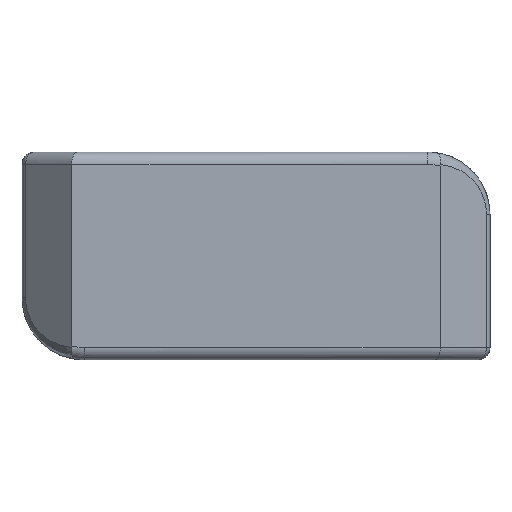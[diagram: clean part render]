
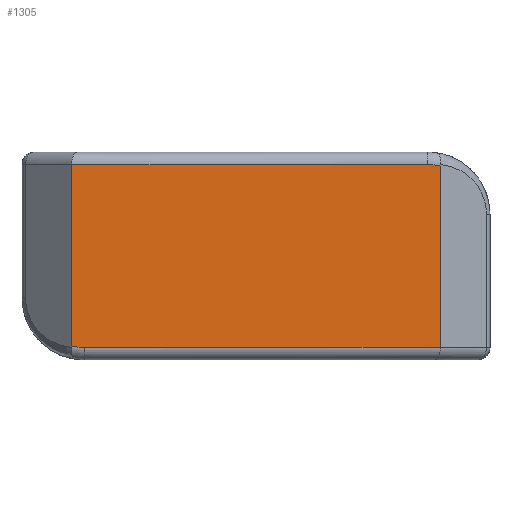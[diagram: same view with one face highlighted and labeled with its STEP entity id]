
A CAD part, front view. The second image highlights one B-rep face of the part: STEP entity #1305.
In plain terms, the highlighted planar face has unit normal (0, -1, 0).
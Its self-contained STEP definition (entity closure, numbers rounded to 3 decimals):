
#13 = CARTESIAN_POINT ( 'NONE',  ( -7.4, 0., 3.675 ) ) ;
#18 = LINE ( 'NONE', #1471, #563 ) ;
#101 = DIRECTION ( 'NONE',  ( 0., -1., 0. ) ) ;
#275 = CARTESIAN_POINT ( 'NONE',  ( -7.4, 0., 3.675 ) ) ;
#310 = LINE ( 'NONE', #2967, #2955 ) ;
#359 = AXIS2_PLACEMENT_3D ( 'NONE', #2252, #1263, #2012 ) ;
#411 = CIRCLE ( 'NONE', #359, 2. ) ;
#442 = AXIS2_PLACEMENT_3D ( 'NONE', #2813, #101, #1079 ) ;
#463 = EDGE_CURVE ( 'NONE', #2304, #2137, #501, .T. ) ;
#501 = LINE ( 'NONE', #2886, #840 ) ;
#533 = CARTESIAN_POINT ( 'NONE',  ( 6.9, 0., 3.675 ) ) ;
#543 = CIRCLE ( 'NONE', #3159, 2. ) ;
#563 = VECTOR ( 'NONE', #3158, 1000. ) ;
#622 = ORIENTED_EDGE ( 'NONE', *, *, #463, .T. ) ;
#630 = EDGE_CURVE ( 'NONE', #1486, #1947, #310, .T. ) ;
#817 = DIRECTION ( 'NONE',  ( 0., 0., -1. ) ) ;
#840 = VECTOR ( 'NONE', #2471, 1000. ) ;
#867 = ORIENTED_EDGE ( 'NONE', *, *, #1038, .T. ) ;
#869 = CARTESIAN_POINT ( 'NONE',  ( -6.9, 0., -3.675 ) ) ;
#875 = DIRECTION ( 'NONE',  ( 0., 0., -1. ) ) ;
#876 = CARTESIAN_POINT ( 'NONE',  ( -7.4, 0., -3.611 ) ) ;
#965 = VECTOR ( 'NONE', #1252, 1000. ) ;
#1038 = EDGE_CURVE ( 'NONE', #2954, #2701, #543, .T. ) ;
#1079 = DIRECTION ( 'NONE',  ( 0., 0., -1. ) ) ;
#1252 = DIRECTION ( 'NONE',  ( -1., 0., 0. ) ) ;
#1263 = DIRECTION ( 'NONE',  ( 0., -1., 0. ) ) ;
#1305 = ADVANCED_FACE ( 'NONE', ( #1326 ), #2317, .T. ) ;
#1326 = FACE_OUTER_BOUND ( 'NONE', #2600, .T. ) ;
#1366 = DIRECTION ( 'NONE',  ( 0., -1., 0. ) ) ;
#1422 = LINE ( 'NONE', #275, #965 ) ;
#1471 = CARTESIAN_POINT ( 'NONE',  ( 7.4, 0., 1.675 ) ) ;
#1486 = VERTEX_POINT ( 'NONE', #13 ) ;
#1947 = VERTEX_POINT ( 'NONE', #876 ) ;
#1997 = ORIENTED_EDGE ( 'NONE', *, *, #630, .T. ) ;
#2012 = DIRECTION ( 'NONE',  ( 0., 0., -1. ) ) ;
#2137 = VERTEX_POINT ( 'NONE', #2494 ) ;
#2194 = ORIENTED_EDGE ( 'NONE', *, *, #2683, .T. ) ;
#2252 = CARTESIAN_POINT ( 'NONE',  ( -6.9, 0., -1.675 ) ) ;
#2304 = VERTEX_POINT ( 'NONE', #869 ) ;
#2317 = PLANE ( 'NONE',  #442 ) ;
#2372 = CARTESIAN_POINT ( 'NONE',  ( 6.9, 0., 1.675 ) ) ;
#2471 = DIRECTION ( 'NONE',  ( 1., 0., 0. ) ) ;
#2474 = EDGE_CURVE ( 'NONE', #2137, #2954, #18, .T. ) ;
#2494 = CARTESIAN_POINT ( 'NONE',  ( 7.4, 0., -3.675 ) ) ;
#2587 = EDGE_CURVE ( 'NONE', #1947, #2304, #411, .T. ) ;
#2600 = EDGE_LOOP ( 'NONE', ( #3099, #867, #2194, #1997, #3081, #622 ) ) ;
#2683 = EDGE_CURVE ( 'NONE', #2701, #1486, #1422, .T. ) ;
#2701 = VERTEX_POINT ( 'NONE', #533 ) ;
#2813 = CARTESIAN_POINT ( 'NONE',  ( 0., 0., 0. ) ) ;
#2886 = CARTESIAN_POINT ( 'NONE',  ( 7.4, 0., -3.675 ) ) ;
#2913 = CARTESIAN_POINT ( 'NONE',  ( 7.4, 0., 3.611 ) ) ;
#2954 = VERTEX_POINT ( 'NONE', #2913 ) ;
#2955 = VECTOR ( 'NONE', #817, 1000. ) ;
#2967 = CARTESIAN_POINT ( 'NONE',  ( -7.4, 0., -1.675 ) ) ;
#3081 = ORIENTED_EDGE ( 'NONE', *, *, #2587, .T. ) ;
#3099 = ORIENTED_EDGE ( 'NONE', *, *, #2474, .T. ) ;
#3158 = DIRECTION ( 'NONE',  ( 0., 0., 1. ) ) ;
#3159 = AXIS2_PLACEMENT_3D ( 'NONE', #2372, #1366, #875 ) ;
